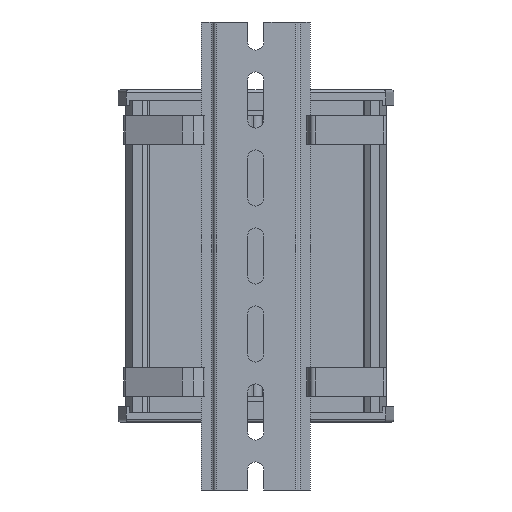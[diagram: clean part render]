
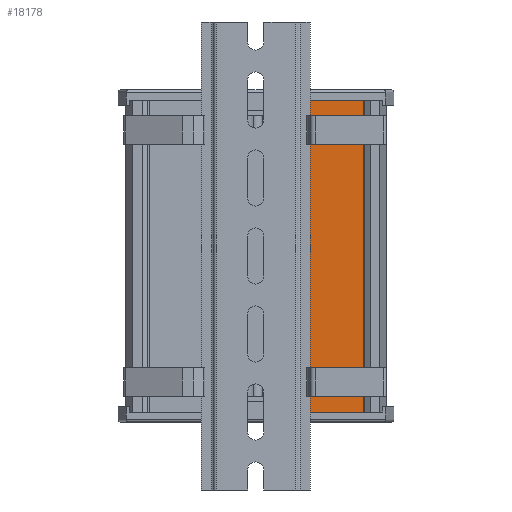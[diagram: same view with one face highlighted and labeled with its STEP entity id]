
A CAD part, front view. The second image highlights one B-rep face of the part: STEP entity #18178.
In plain terms, the highlighted planar face has unit normal (0, -1, 0).
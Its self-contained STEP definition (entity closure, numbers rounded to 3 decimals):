
#439 = LINE ( 'NONE', #3286, #11926 ) ;
#742 = ORIENTED_EDGE ( 'NONE', *, *, #21599, .F. ) ;
#1098 = ORIENTED_EDGE ( 'NONE', *, *, #20099, .T. ) ;
#1323 = EDGE_LOOP ( 'NONE', ( #5638, #742, #1098, #4813 ) ) ;
#1405 = DIRECTION ( 'NONE',  ( 0., -1., 0. ) ) ;
#3286 = CARTESIAN_POINT ( 'NONE',  ( 34.109, -1.653, -100. ) ) ;
#3767 = CARTESIAN_POINT ( 'NONE',  ( 34.109, -1.653, 0. ) ) ;
#3841 = CARTESIAN_POINT ( 'NONE',  ( 6.025, -1.653, -100. ) ) ;
#4328 = VECTOR ( 'NONE', #15167, 1000. ) ;
#4813 = ORIENTED_EDGE ( 'NONE', *, *, #6274, .T. ) ;
#5162 = CARTESIAN_POINT ( 'NONE',  ( 34.109, -1.653, -100. ) ) ;
#5241 = VERTEX_POINT ( 'NONE', #5162 ) ;
#5516 = VERTEX_POINT ( 'NONE', #20036 ) ;
#5638 = ORIENTED_EDGE ( 'NONE', *, *, #11377, .F. ) ;
#6274 = EDGE_CURVE ( 'NONE', #5241, #7988, #439, .T. ) ;
#6337 = VERTEX_POINT ( 'NONE', #3841 ) ;
#6669 = AXIS2_PLACEMENT_3D ( 'NONE', #16823, #1405, #15355 ) ;
#7166 = VECTOR ( 'NONE', #9588, 1000. ) ;
#7508 = LINE ( 'NONE', #20027, #4328 ) ;
#7988 = VERTEX_POINT ( 'NONE', #3767 ) ;
#9287 = CARTESIAN_POINT ( 'NONE',  ( 6.025, -1.653, -100. ) ) ;
#9588 = DIRECTION ( 'NONE',  ( 0., 0., 1. ) ) ;
#11377 = EDGE_CURVE ( 'NONE', #5516, #7988, #18682, .T. ) ;
#11926 = VECTOR ( 'NONE', #20054, 1000. ) ;
#12712 = FACE_OUTER_BOUND ( 'NONE', #1323, .T. ) ;
#14400 = LINE ( 'NONE', #9287, #7166 ) ;
#14951 = VECTOR ( 'NONE', #16500, 1000. ) ;
#15055 = PLANE ( 'NONE',  #6669 ) ;
#15167 = DIRECTION ( 'NONE',  ( 1., 0., 0. ) ) ;
#15355 = DIRECTION ( 'NONE',  ( 0., 0., -1. ) ) ;
#16500 = DIRECTION ( 'NONE',  ( 1., 0., 0. ) ) ;
#16823 = CARTESIAN_POINT ( 'NONE',  ( 6.025, -1.653, -100. ) ) ;
#18178 = ADVANCED_FACE ( 'NONE', ( #12712 ), #15055, .T. ) ;
#18276 = CARTESIAN_POINT ( 'NONE',  ( 6.025, -1.653, 0. ) ) ;
#18682 = LINE ( 'NONE', #18276, #14951 ) ;
#20027 = CARTESIAN_POINT ( 'NONE',  ( 6.025, -1.653, -100. ) ) ;
#20036 = CARTESIAN_POINT ( 'NONE',  ( 6.025, -1.653, 0. ) ) ;
#20054 = DIRECTION ( 'NONE',  ( 0., 0., 1. ) ) ;
#20099 = EDGE_CURVE ( 'NONE', #6337, #5241, #7508, .T. ) ;
#21599 = EDGE_CURVE ( 'NONE', #6337, #5516, #14400, .T. ) ;
